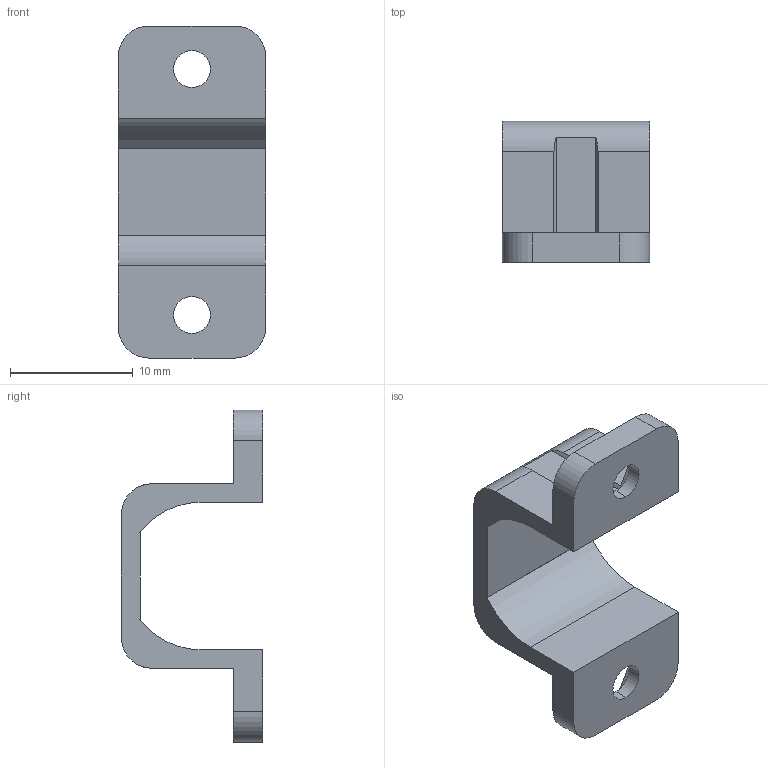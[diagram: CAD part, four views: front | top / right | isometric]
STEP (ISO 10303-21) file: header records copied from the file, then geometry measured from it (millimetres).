
FILE_DESCRIPTION (( 'STEP AP214' ), '1' );
FILE_NAME ('N20_MotorLocker[20],23,12.STEP', '2024-02-08T11:24:21', ( '' ), ( '' ), 'SwSTEP 2.0', 'SolidWorks 2023', '' );
FILE_SCHEMA (( 'AUTOMOTIVE_DESIGN' ));
Length unit declared in the file: millimetre
Products named in the file (1): N20_MotorLocker[20],23,12
Bounding box: 12 x 11.5 x 27 mm (x, y, z)
Volume: 925.8 mm3; surface area: 1299.2 mm2
Topology: 1 solids, 1 shells, 44 faces, 126 edges, 84 vertices
Faces by surface type: plane 32, cylinder 12
Entity records: 1465 total; most frequent: CARTESIAN_POINT 267, ORIENTED_EDGE 252, DIRECTION 236, EDGE_CURVE 126, LINE 98, VECTOR 98, VERTEX_POINT 84, AXIS2_PLACEMENT_3D 69
